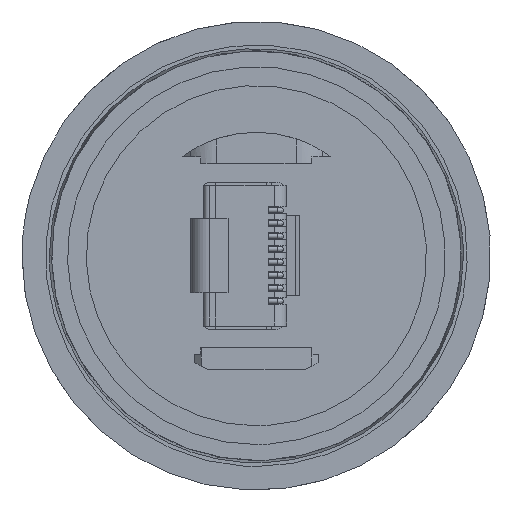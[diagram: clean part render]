
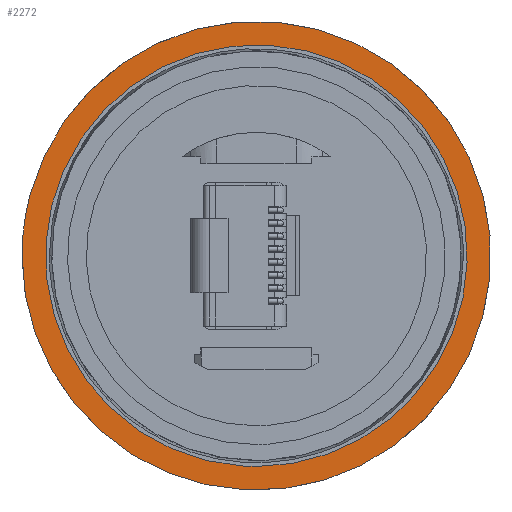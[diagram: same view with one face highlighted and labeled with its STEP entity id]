
A CAD part, front view. The second image highlights one B-rep face of the part: STEP entity #2272.
In plain terms, the highlighted planar face has unit normal (0, -1, 0).
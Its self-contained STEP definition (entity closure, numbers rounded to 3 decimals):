
#2272=ADVANCED_FACE('',(#5854,#5855),#5856,.F.);
#5854=FACE_OUTER_BOUND('',#14240,.T.);
#5855=FACE_BOUND('',#14241,.T.);
#5856=PLANE('',#14242);
#14240=EDGE_LOOP('',(#21729,#21730,#21731));
#14241=EDGE_LOOP('',(#21732,#21733,#21734));
#14242=AXIS2_PLACEMENT_3D('',#21735,#21736,#21737);
#21729=ORIENTED_EDGE('',*,*,#30704,.F.);
#21730=ORIENTED_EDGE('',*,*,#30705,.F.);
#21731=ORIENTED_EDGE('',*,*,#29072,.F.);
#21732=ORIENTED_EDGE('',*,*,#29076,.F.);
#21733=ORIENTED_EDGE('',*,*,#29075,.F.);
#21734=ORIENTED_EDGE('',*,*,#30585,.F.);
#21735=CARTESIAN_POINT('',(0.0,0.157,19.75));
#21736=DIRECTION('',(-0.0,1.0,0.0));
#21737=DIRECTION('',(1.0,0.0,0.0));
#29072=EDGE_CURVE('',#36395,#36359,#36397,.T.);
#29075=EDGE_CURVE('',#36399,#36402,#36403,.T.);
#29076=EDGE_CURVE('',#36402,#36404,#36405,.T.);
#30585=EDGE_CURVE('',#36404,#36399,#38673,.T.);
#30704=EDGE_CURVE('',#38900,#36395,#38901,.T.);
#30705=EDGE_CURVE('',#36359,#38900,#38902,.T.);
#36359=VERTEX_POINT('',#46905);
#36395=VERTEX_POINT('',#46982);
#36397=CIRCLE('',#46985,18.985);
#36399=VERTEX_POINT('',#46987);
#36402=VERTEX_POINT('',#46991);
#36403=CIRCLE('',#46992,17.07);
#36404=VERTEX_POINT('',#46993);
#36405=CIRCLE('',#46994,17.07);
#38673=CIRCLE('',#52511,17.07);
#38900=VERTEX_POINT('',#52843);
#38901=CIRCLE('',#52844,18.985);
#38902=CIRCLE('',#52845,18.985);
#46905=CARTESIAN_POINT('',(18.328,0.157,-4.952));
#46982=CARTESIAN_POINT('',(-18.328,0.157,4.952));
#46985=AXIS2_PLACEMENT_3D('',#59551,#59552,#59553);
#46987=CARTESIAN_POINT('',(-1.072,0.157,-17.036));
#46991=CARTESIAN_POINT('',(0.0,0.157,-17.07));
#46992=AXIS2_PLACEMENT_3D('',#59555,#59556,#59557);
#46993=CARTESIAN_POINT('',(1.072,0.157,17.036));
#46994=AXIS2_PLACEMENT_3D('',#59558,#59559,#59560);
#52511=AXIS2_PLACEMENT_3D('',#61604,#61605,#61606);
#52843=CARTESIAN_POINT('',(-18.985,0.157,0.0));
#52844=AXIS2_PLACEMENT_3D('',#61721,#61722,#61723);
#52845=AXIS2_PLACEMENT_3D('',#61724,#61725,#61726);
#59551=CARTESIAN_POINT('',(0.0,0.157,0.0));
#59552=DIRECTION('',(-0.0,1.0,0.0));
#59553=DIRECTION('',(1.0,0.0,0.0));
#59555=CARTESIAN_POINT('',(0.0,0.157,0.0));
#59556=DIRECTION('',(0.0,-1.0,0.0));
#59557=DIRECTION('',(0.0,0.0,-1.0));
#59558=CARTESIAN_POINT('',(0.0,0.157,0.0));
#59559=DIRECTION('',(0.0,-1.0,0.0));
#59560=DIRECTION('',(0.0,0.0,-1.0));
#61604=CARTESIAN_POINT('',(0.0,0.157,0.0));
#61605=DIRECTION('',(0.0,-1.0,0.0));
#61606=DIRECTION('',(0.0,0.0,-1.0));
#61721=CARTESIAN_POINT('',(0.0,0.157,0.0));
#61722=DIRECTION('',(-0.0,1.0,0.0));
#61723=DIRECTION('',(1.0,0.0,0.0));
#61724=CARTESIAN_POINT('',(0.0,0.157,0.0));
#61725=DIRECTION('',(-0.0,1.0,0.0));
#61726=DIRECTION('',(1.0,0.0,0.0));
